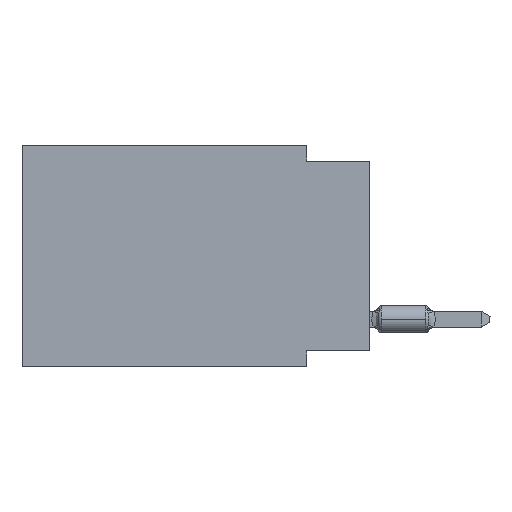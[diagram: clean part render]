
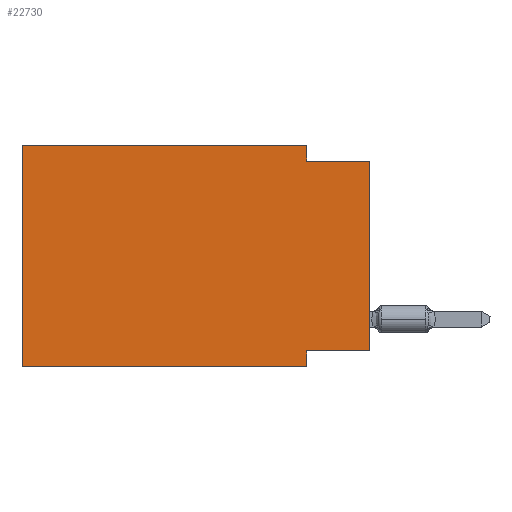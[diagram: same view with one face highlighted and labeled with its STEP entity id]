
A CAD part, left-side view. The second image highlights one B-rep face of the part: STEP entity #22730.
In plain terms, the highlighted planar face has unit normal (-1, 0, 0).
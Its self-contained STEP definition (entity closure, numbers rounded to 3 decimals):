
#2387 = ORIENTED_EDGE ( 'NONE', *, *, #70999, .F. ) ;
#3045 = VERTEX_POINT ( 'NONE', #69584 ) ;
#3193 = LINE ( 'NONE', #9763, #27884 ) ;
#3712 = VERTEX_POINT ( 'NONE', #11344 ) ;
#4101 = CARTESIAN_POINT ( 'NONE',  ( 0., 2.54, -8.89 ) ) ;
#4997 = VERTEX_POINT ( 'NONE', #48824 ) ;
#5525 = ORIENTED_EDGE ( 'NONE', *, *, #75928, .F. ) ;
#5663 = VERTEX_POINT ( 'NONE', #16519 ) ;
#8681 = ORIENTED_EDGE ( 'NONE', *, *, #46576, .F. ) ;
#8860 = VECTOR ( 'NONE', #19923, 1000. ) ;
#8944 = CARTESIAN_POINT ( 'NONE',  ( 0., 13.97, 0. ) ) ;
#9353 = DIRECTION ( 'NONE',  ( 0., 0., -1. ) ) ;
#9763 = CARTESIAN_POINT ( 'NONE',  ( 0., 2.54, 0. ) ) ;
#11344 = CARTESIAN_POINT ( 'NONE',  ( 0., 2.54, -8.255 ) ) ;
#12800 = VECTOR ( 'NONE', #16661, 1000. ) ;
#13256 = ORIENTED_EDGE ( 'NONE', *, *, #70870, .T. ) ;
#13420 = ORIENTED_EDGE ( 'NONE', *, *, #31232, .F. ) ;
#14542 = LINE ( 'NONE', #71772, #8860 ) ;
#14709 = FACE_OUTER_BOUND ( 'NONE', #15233, .T. ) ;
#15233 = EDGE_LOOP ( 'NONE', ( #27201, #8681, #13420, #68044, #2387, #13256, #5525, #25099 ) ) ;
#16519 = CARTESIAN_POINT ( 'NONE',  ( 0., 2.54, -8.89 ) ) ;
#16661 = DIRECTION ( 'NONE',  ( 0., -1., 0. ) ) ;
#19123 = DIRECTION ( 'NONE',  ( 0., 0., 1. ) ) ;
#19923 = DIRECTION ( 'NONE',  ( 0., -1., 0. ) ) ;
#20390 = LINE ( 'NONE', #71021, #56033 ) ;
#22106 = PLANE ( 'NONE',  #58053 ) ;
#22730 = ADVANCED_FACE ( 'NONE', ( #14709 ), #22106, .F. ) ;
#22843 = LINE ( 'NONE', #54539, #12800 ) ;
#25099 = ORIENTED_EDGE ( 'NONE', *, *, #60013, .F. ) ;
#25301 = LINE ( 'NONE', #50422, #39158 ) ;
#25748 = DIRECTION ( 'NONE',  ( 0., 1., 0. ) ) ;
#26835 = VERTEX_POINT ( 'NONE', #64440 ) ;
#27201 = ORIENTED_EDGE ( 'NONE', *, *, #44510, .T. ) ;
#27884 = VECTOR ( 'NONE', #9353, 1000. ) ;
#28512 = CARTESIAN_POINT ( 'NONE',  ( 0., 0., -8.255 ) ) ;
#29313 = DIRECTION ( 'NONE',  ( 0., -1., 0. ) ) ;
#29366 = CARTESIAN_POINT ( 'NONE',  ( 0., 2.54, -0.635 ) ) ;
#30175 = DIRECTION ( 'NONE',  ( 0., 0., 1. ) ) ;
#30398 = VECTOR ( 'NONE', #29313, 1000. ) ;
#31232 = EDGE_CURVE ( 'NONE', #3045, #64692, #3193, .T. ) ;
#32128 = VECTOR ( 'NONE', #30175, 1000. ) ;
#34659 = CARTESIAN_POINT ( 'NONE',  ( 0., 13.97, -8.89 ) ) ;
#39158 = VECTOR ( 'NONE', #19123, 1000. ) ;
#41276 = LINE ( 'NONE', #42076, #30398 ) ;
#41316 = EDGE_CURVE ( 'NONE', #4997, #3045, #41276, .T. ) ;
#42076 = CARTESIAN_POINT ( 'NONE',  ( 0., 13.97, 0. ) ) ;
#44510 = EDGE_CURVE ( 'NONE', #69971, #26835, #49116, .T. ) ;
#46005 = DIRECTION ( 'NONE',  ( 0., 0., -1. ) ) ;
#46576 = EDGE_CURVE ( 'NONE', #64692, #26835, #14542, .T. ) ;
#48543 = DIRECTION ( 'NONE',  ( 0., 0., -1. ) ) ;
#48824 = CARTESIAN_POINT ( 'NONE',  ( 0., 13.97, 0. ) ) ;
#49116 = LINE ( 'NONE', #74254, #32128 ) ;
#50422 = CARTESIAN_POINT ( 'NONE',  ( 0., 13.97, 0. ) ) ;
#53518 = LINE ( 'NONE', #4101, #55273 ) ;
#54409 = VERTEX_POINT ( 'NONE', #34659 ) ;
#54539 = CARTESIAN_POINT ( 'NONE',  ( 0., 13.97, -8.89 ) ) ;
#55273 = VECTOR ( 'NONE', #48543, 1000. ) ;
#56033 = VECTOR ( 'NONE', #25748, 1000. ) ;
#58053 = AXIS2_PLACEMENT_3D ( 'NONE', #8944, #58756, #46005 ) ;
#58756 = DIRECTION ( 'NONE',  ( 1., 0., 0. ) ) ;
#60013 = EDGE_CURVE ( 'NONE', #69971, #3712, #20390, .T. ) ;
#64440 = CARTESIAN_POINT ( 'NONE',  ( 0., 0., -0.635 ) ) ;
#64692 = VERTEX_POINT ( 'NONE', #29366 ) ;
#68044 = ORIENTED_EDGE ( 'NONE', *, *, #41316, .F. ) ;
#69584 = CARTESIAN_POINT ( 'NONE',  ( 0., 2.54, 0. ) ) ;
#69971 = VERTEX_POINT ( 'NONE', #28512 ) ;
#70870 = EDGE_CURVE ( 'NONE', #54409, #5663, #22843, .T. ) ;
#70999 = EDGE_CURVE ( 'NONE', #54409, #4997, #25301, .T. ) ;
#71021 = CARTESIAN_POINT ( 'NONE',  ( 0., 0., -8.255 ) ) ;
#71772 = CARTESIAN_POINT ( 'NONE',  ( 0., 0., -0.635 ) ) ;
#74254 = CARTESIAN_POINT ( 'NONE',  ( 0., 0., 0. ) ) ;
#75928 = EDGE_CURVE ( 'NONE', #3712, #5663, #53518, .T. ) ;
